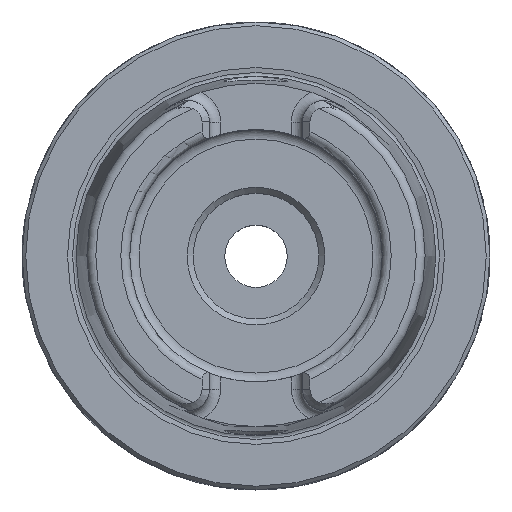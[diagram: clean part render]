
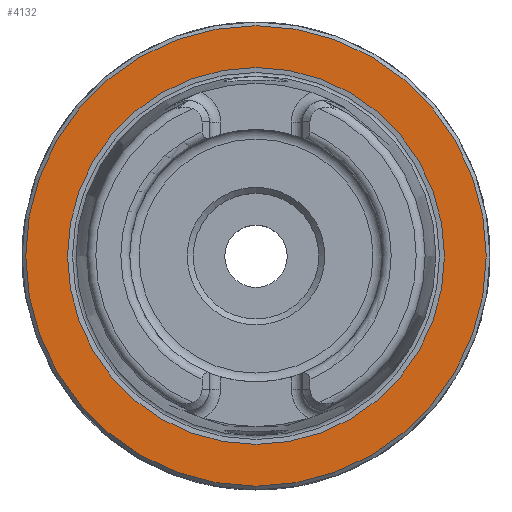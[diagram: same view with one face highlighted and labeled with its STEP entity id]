
A CAD part, top view. The second image highlights one B-rep face of the part: STEP entity #4132.
In plain terms, the highlighted planar face has unit normal (0, 0, 1).
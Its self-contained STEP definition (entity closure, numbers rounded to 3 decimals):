
#834=ORIENTED_EDGE('',*,*,#1414,.T.);
#835=ORIENTED_EDGE('',*,*,#1412,.F.);
#1412=EDGE_CURVE('',#1702,#1702,#1871,.T.);
#1414=EDGE_CURVE('',#1704,#1704,#1873,.T.);
#1702=VERTEX_POINT('',#6427);
#1704=VERTEX_POINT('',#6432);
#1871=CIRCLE('',#4413,25.373);
#1873=CIRCLE('',#4416,31.);
#2077=EDGE_LOOP('',(#834));
#2078=EDGE_LOOP('',(#835));
#2390=FACE_BOUND('',#2077,.T.);
#2391=FACE_BOUND('',#2078,.T.);
#2636=PLANE('',#4415);
#4132=ADVANCED_FACE('',(#2390,#2391),#2636,.T.);
#4413=AXIS2_PLACEMENT_3D('',#6426,#5042,#5043);
#4415=AXIS2_PLACEMENT_3D('',#6430,#5046,#5047);
#4416=AXIS2_PLACEMENT_3D('',#6431,#5048,#5049);
#5042=DIRECTION('',(0.,0.,1.));
#5043=DIRECTION('',(1.,0.,0.));
#5046=DIRECTION('',(0.,0.,1.));
#5047=DIRECTION('',(1.,0.,0.));
#5048=DIRECTION('',(0.,0.,1.));
#5049=DIRECTION('',(1.,0.,0.));
#6426=CARTESIAN_POINT('',(0.,0.,0.));
#6427=CARTESIAN_POINT('',(25.373,0.,0.));
#6430=CARTESIAN_POINT('',(31.,0.,0.));
#6431=CARTESIAN_POINT('',(0.,0.,0.));
#6432=CARTESIAN_POINT('',(31.,0.,0.));
